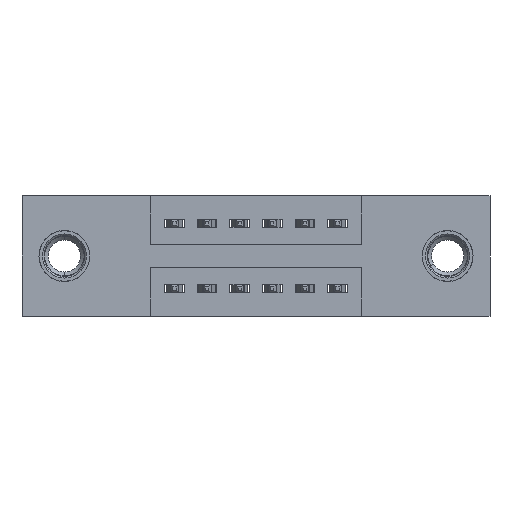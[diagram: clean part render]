
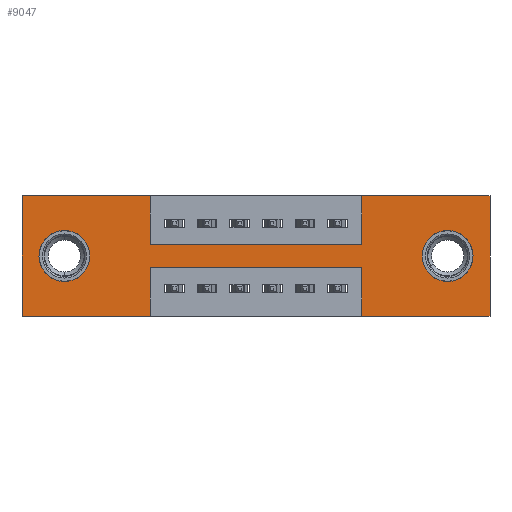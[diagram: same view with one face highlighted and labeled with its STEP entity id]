
A CAD part, front view. The second image highlights one B-rep face of the part: STEP entity #9047.
In plain terms, the highlighted planar face has unit normal (0, -1, 0).
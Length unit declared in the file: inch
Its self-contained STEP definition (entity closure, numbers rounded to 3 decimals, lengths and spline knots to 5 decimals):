
#38 = CARTESIAN_POINT ( 'NONE',  ( 0., 0., -0.37 ) ) ;
#77 = CARTESIAN_POINT ( 'NONE',  ( 1.0425, 0., -0.15 ) ) ;
#125 = ORIENTED_EDGE ( 'NONE', *, *, #867, .F. ) ;
#138 = EDGE_LOOP ( 'NONE', ( #9404, #3925 ) ) ;
#168 = DIRECTION ( 'NONE',  ( -1., 0., 0. ) ) ;
#188 = DIRECTION ( 'NONE',  ( 0., 0., 1. ) ) ;
#249 = DIRECTION ( 'NONE',  ( 0., 0., -1. ) ) ;
#255 = CARTESIAN_POINT ( 'NONE',  ( 0., 0., 0. ) ) ;
#356 = VECTOR ( 'NONE', #249, 39.37008 ) ;
#431 = AXIS2_PLACEMENT_3D ( 'NONE', #8270, #1633, #8200 ) ;
#615 = EDGE_CURVE ( 'NONE', #1725, #3412, #6019, .T. ) ;
#637 = VERTEX_POINT ( 'NONE', #10669 ) ;
#678 = ORIENTED_EDGE ( 'NONE', *, *, #10170, .T. ) ;
#867 = EDGE_CURVE ( 'NONE', #6164, #5940, #5857, .T. ) ;
#1150 = ORIENTED_EDGE ( 'NONE', *, *, #10703, .F. ) ;
#1335 = ORIENTED_EDGE ( 'NONE', *, *, #6606, .F. ) ;
#1474 = FACE_BOUND ( 'NONE', #138, .T. ) ;
#1565 = CARTESIAN_POINT ( 'NONE',  ( 1.305, 0., -0.185 ) ) ;
#1603 = AXIS2_PLACEMENT_3D ( 'NONE', #6320, #7064, #9501 ) ;
#1633 = DIRECTION ( 'NONE',  ( 0., 1., 0. ) ) ;
#1648 = DIRECTION ( 'NONE',  ( 0., 0., 1. ) ) ;
#1725 = VERTEX_POINT ( 'NONE', #4327 ) ;
#1735 = DIRECTION ( 'NONE',  ( 0., 0., -1. ) ) ;
#1751 = DIRECTION ( 'NONE',  ( -1., 0., 0. ) ) ;
#1755 = DIRECTION ( 'NONE',  ( 1., 0., 0. ) ) ;
#1876 = DIRECTION ( 'NONE',  ( 0., 0., 1. ) ) ;
#1945 = EDGE_CURVE ( 'NONE', #3412, #7104, #8632, .T. ) ;
#2060 = CARTESIAN_POINT ( 'NONE',  ( 0.3925, 0., -0.37 ) ) ;
#2113 = CARTESIAN_POINT ( 'NONE',  ( 0., 0., 0. ) ) ;
#2136 = VERTEX_POINT ( 'NONE', #2897 ) ;
#2193 = CARTESIAN_POINT ( 'NONE',  ( 1.0425, 0., -0.37 ) ) ;
#2196 = EDGE_LOOP ( 'NONE', ( #10354, #2785, #1150, #125, #2750, #9331, #5098, #1335, #9131, #7301, #5240, #2465 ) ) ;
#2198 = DIRECTION ( 'NONE',  ( 0., 0., -1. ) ) ;
#2332 = EDGE_CURVE ( 'NONE', #6589, #5112, #9791, .T. ) ;
#2334 = VECTOR ( 'NONE', #1735, 39.37008 ) ;
#2374 = VERTEX_POINT ( 'NONE', #4233 ) ;
#2421 = DIRECTION ( 'NONE',  ( 0., 1., 0. ) ) ;
#2465 = ORIENTED_EDGE ( 'NONE', *, *, #615, .F. ) ;
#2585 = EDGE_CURVE ( 'NONE', #637, #6774, #2686, .T. ) ;
#2605 = VECTOR ( 'NONE', #168, 39.37008 ) ;
#2686 = CIRCLE ( 'NONE', #4678, 0.078 ) ;
#2705 = LINE ( 'NONE', #2060, #356 ) ;
#2750 = ORIENTED_EDGE ( 'NONE', *, *, #6877, .F. ) ;
#2785 = ORIENTED_EDGE ( 'NONE', *, *, #10477, .F. ) ;
#2897 = CARTESIAN_POINT ( 'NONE',  ( 1.305, 0., -0.107 ) ) ;
#2924 = CARTESIAN_POINT ( 'NONE',  ( 0.13, 0., -0.263 ) ) ;
#2968 = CIRCLE ( 'NONE', #5030, 0.078 ) ;
#3002 = PLANE ( 'NONE',  #1603 ) ;
#3003 = CARTESIAN_POINT ( 'NONE',  ( 1.0425, 0., 0. ) ) ;
#3066 = CARTESIAN_POINT ( 'NONE',  ( 1.435, 0., 0. ) ) ;
#3400 = EDGE_CURVE ( 'NONE', #7945, #2374, #5823, .T. ) ;
#3412 = VERTEX_POINT ( 'NONE', #9139 ) ;
#3680 = CARTESIAN_POINT ( 'NONE',  ( 0.3925, 0., -0.22 ) ) ;
#3791 = VECTOR ( 'NONE', #1751, 39.37008 ) ;
#3925 = ORIENTED_EDGE ( 'NONE', *, *, #5892, .T. ) ;
#4192 = CARTESIAN_POINT ( 'NONE',  ( 0.3925, 0., -0.15 ) ) ;
#4233 = CARTESIAN_POINT ( 'NONE',  ( 0.3925, 0., -0.15 ) ) ;
#4327 = CARTESIAN_POINT ( 'NONE',  ( 0.3925, 0., -0.37 ) ) ;
#4358 = EDGE_CURVE ( 'NONE', #7104, #7945, #6816, .T. ) ;
#4362 = LINE ( 'NONE', #4192, #6981 ) ;
#4374 = EDGE_CURVE ( 'NONE', #5112, #5710, #7191, .T. ) ;
#4480 = ORIENTED_EDGE ( 'NONE', *, *, #2585, .T. ) ;
#4678 = AXIS2_PLACEMENT_3D ( 'NONE', #5265, #6036, #1876 ) ;
#4705 = CARTESIAN_POINT ( 'NONE',  ( 0., 0., 0. ) ) ;
#4972 = VECTOR ( 'NONE', #10522, 39.37008 ) ;
#5022 = CARTESIAN_POINT ( 'NONE',  ( 0.3925, 0., 0. ) ) ;
#5030 = AXIS2_PLACEMENT_3D ( 'NONE', #5521, #9518, #7175 ) ;
#5098 = ORIENTED_EDGE ( 'NONE', *, *, #2332, .F. ) ;
#5112 = VERTEX_POINT ( 'NONE', #3003 ) ;
#5219 = AXIS2_PLACEMENT_3D ( 'NONE', #1565, #2421, #7511 ) ;
#5240 = ORIENTED_EDGE ( 'NONE', *, *, #1945, .F. ) ;
#5265 = CARTESIAN_POINT ( 'NONE',  ( 0.13, 0., -0.185 ) ) ;
#5302 = CARTESIAN_POINT ( 'NONE',  ( 0.3925, 0., 0. ) ) ;
#5327 = CARTESIAN_POINT ( 'NONE',  ( 0., 0., 0. ) ) ;
#5356 = VECTOR ( 'NONE', #1648, 39.37008 ) ;
#5472 = CIRCLE ( 'NONE', #431, 0.078 ) ;
#5521 = CARTESIAN_POINT ( 'NONE',  ( 1.305, 0., -0.185 ) ) ;
#5549 = DIRECTION ( 'NONE',  ( 1., 0., 0. ) ) ;
#5710 = VERTEX_POINT ( 'NONE', #3066 ) ;
#5823 = LINE ( 'NONE', #5022, #2334 ) ;
#5847 = EDGE_CURVE ( 'NONE', #9066, #1725, #2705, .T. ) ;
#5849 = CIRCLE ( 'NONE', #5219, 0.078 ) ;
#5857 = LINE ( 'NONE', #38, #3791 ) ;
#5868 = CARTESIAN_POINT ( 'NONE',  ( 1.435, 0., -0.37 ) ) ;
#5871 = FACE_BOUND ( 'NONE', #9755, .T. ) ;
#5892 = EDGE_CURVE ( 'NONE', #9871, #2136, #2968, .T. ) ;
#5940 = VERTEX_POINT ( 'NONE', #2193 ) ;
#6019 = LINE ( 'NONE', #6492, #9996 ) ;
#6036 = DIRECTION ( 'NONE',  ( 0., 1., 0. ) ) ;
#6145 = CARTESIAN_POINT ( 'NONE',  ( 1.435, 0., 0. ) ) ;
#6164 = VERTEX_POINT ( 'NONE', #5868 ) ;
#6320 = CARTESIAN_POINT ( 'NONE',  ( 0., 0., -0.37 ) ) ;
#6339 = VECTOR ( 'NONE', #2198, 39.37008 ) ;
#6434 = VECTOR ( 'NONE', #188, 39.37008 ) ;
#6492 = CARTESIAN_POINT ( 'NONE',  ( 0., 0., -0.37 ) ) ;
#6589 = VERTEX_POINT ( 'NONE', #77 ) ;
#6606 = EDGE_CURVE ( 'NONE', #2374, #6589, #4362, .T. ) ;
#6619 = CARTESIAN_POINT ( 'NONE',  ( 1.0425, 0., 0. ) ) ;
#6634 = LINE ( 'NONE', #10057, #2605 ) ;
#6774 = VERTEX_POINT ( 'NONE', #2924 ) ;
#6816 = LINE ( 'NONE', #4705, #4972 ) ;
#6837 = VERTEX_POINT ( 'NONE', #7051 ) ;
#6877 = EDGE_CURVE ( 'NONE', #5710, #6164, #8149, .T. ) ;
#6981 = VECTOR ( 'NONE', #1755, 39.37008 ) ;
#7051 = CARTESIAN_POINT ( 'NONE',  ( 1.0425, 0., -0.22 ) ) ;
#7064 = DIRECTION ( 'NONE',  ( 0., -1., 0. ) ) ;
#7104 = VERTEX_POINT ( 'NONE', #5327 ) ;
#7168 = DIRECTION ( 'NONE',  ( -1., 0., 0. ) ) ;
#7175 = DIRECTION ( 'NONE',  ( 0., 0., -1. ) ) ;
#7191 = LINE ( 'NONE', #2113, #9150 ) ;
#7301 = ORIENTED_EDGE ( 'NONE', *, *, #4358, .F. ) ;
#7307 = CARTESIAN_POINT ( 'NONE',  ( 1.0425, 0., -0.37 ) ) ;
#7416 = DIRECTION ( 'NONE',  ( 0., 0., 1. ) ) ;
#7511 = DIRECTION ( 'NONE',  ( 0., 0., -1. ) ) ;
#7536 = VECTOR ( 'NONE', #7416, 39.37008 ) ;
#7945 = VERTEX_POINT ( 'NONE', #5302 ) ;
#8149 = LINE ( 'NONE', #6145, #6339 ) ;
#8200 = DIRECTION ( 'NONE',  ( 0., 0., 1. ) ) ;
#8270 = CARTESIAN_POINT ( 'NONE',  ( 0.13, 0., -0.185 ) ) ;
#8632 = LINE ( 'NONE', #255, #6434 ) ;
#8795 = CARTESIAN_POINT ( 'NONE',  ( 1.305, 0., -0.263 ) ) ;
#9047 = ADVANCED_FACE ( 'NONE', ( #1474, #5871, #10023 ), #3002, .T. ) ;
#9066 = VERTEX_POINT ( 'NONE', #3680 ) ;
#9131 = ORIENTED_EDGE ( 'NONE', *, *, #3400, .F. ) ;
#9139 = CARTESIAN_POINT ( 'NONE',  ( 0., 0., -0.37 ) ) ;
#9150 = VECTOR ( 'NONE', #5549, 39.37008 ) ;
#9331 = ORIENTED_EDGE ( 'NONE', *, *, #4374, .F. ) ;
#9404 = ORIENTED_EDGE ( 'NONE', *, *, #10124, .T. ) ;
#9501 = DIRECTION ( 'NONE',  ( 0., 0., -1. ) ) ;
#9518 = DIRECTION ( 'NONE',  ( 0., 1., 0. ) ) ;
#9755 = EDGE_LOOP ( 'NONE', ( #4480, #678 ) ) ;
#9791 = LINE ( 'NONE', #6619, #5356 ) ;
#9871 = VERTEX_POINT ( 'NONE', #8795 ) ;
#9996 = VECTOR ( 'NONE', #7168, 39.37008 ) ;
#10023 = FACE_OUTER_BOUND ( 'NONE', #2196, .T. ) ;
#10057 = CARTESIAN_POINT ( 'NONE',  ( 0.3925, 0., -0.22 ) ) ;
#10124 = EDGE_CURVE ( 'NONE', #2136, #9871, #5849, .T. ) ;
#10170 = EDGE_CURVE ( 'NONE', #6774, #637, #5472, .T. ) ;
#10354 = ORIENTED_EDGE ( 'NONE', *, *, #5847, .F. ) ;
#10413 = LINE ( 'NONE', #7307, #7536 ) ;
#10477 = EDGE_CURVE ( 'NONE', #6837, #9066, #6634, .T. ) ;
#10522 = DIRECTION ( 'NONE',  ( 1., 0., 0. ) ) ;
#10669 = CARTESIAN_POINT ( 'NONE',  ( 0.13, 0., -0.107 ) ) ;
#10703 = EDGE_CURVE ( 'NONE', #5940, #6837, #10413, .T. ) ;
